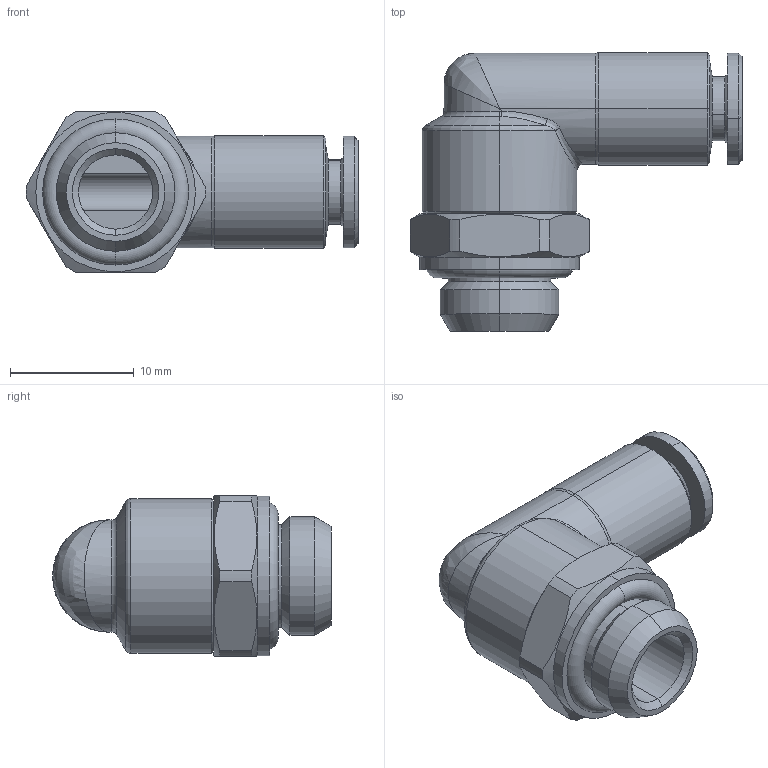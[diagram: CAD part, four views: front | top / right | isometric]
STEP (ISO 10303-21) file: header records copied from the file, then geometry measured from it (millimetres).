
FILE_DESCRIPTION (( 'STEP AP203' ), '1' );
FILE_NAME ('A0060011.STEP', '2009-01-19T08:12:47', ( 'UT1' ), ( 'sopra-pneumatic' ), 'SwSTEP 2.0', 'SolidWorks 2008', '' );
FILE_SCHEMA (( 'CONFIG_CONTROL_DESIGN' ));
Length unit declared in the file: millimetre
Products named in the file (1): A0060011
Bounding box: 26.85 x 22.55 x 13 mm (x, y, z)
Volume: 2377.2 mm3; surface area: 2057.3 mm2
Topology: 1 solids, 1 shells, 92 faces, 210 edges, 123 vertices
Faces by surface type: cylinder 33, cone 27, plane 16, torus 10, bspline 6
Entity records: 3083 total; most frequent: CARTESIAN_POINT 967, DIRECTION 450, ORIENTED_EDGE 416, EDGE_CURVE 208, AXIS2_PLACEMENT_3D 192, VERTEX_POINT 123, CIRCLE 105, EDGE_LOOP 99
